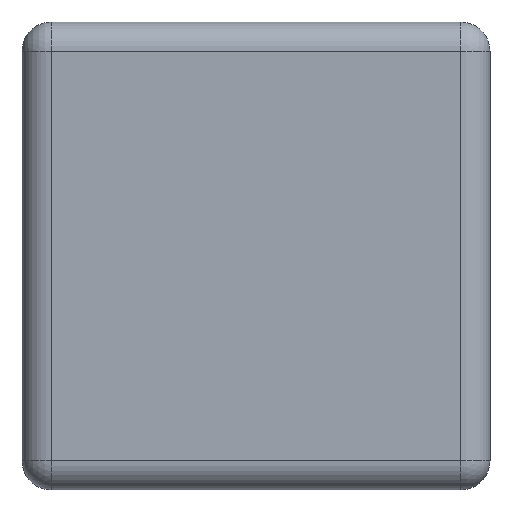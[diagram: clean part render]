
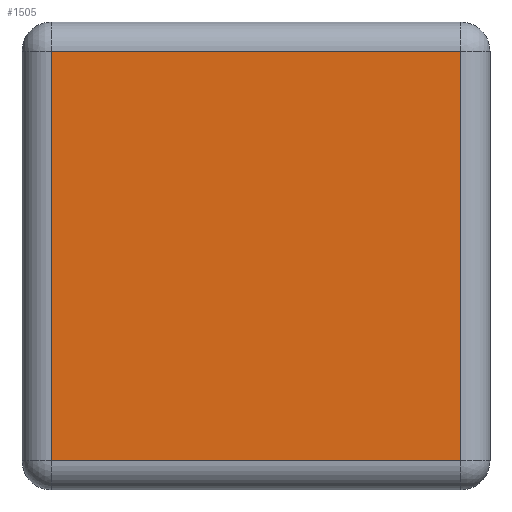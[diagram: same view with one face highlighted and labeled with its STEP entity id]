
A CAD part, left-side view. The second image highlights one B-rep face of the part: STEP entity #1505.
In plain terms, the highlighted planar face has unit normal (-1, 0, 0).
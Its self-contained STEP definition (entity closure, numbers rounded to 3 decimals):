
#369 = EDGE_CURVE ( 'NONE', #4757, #1025, #471, .T. ) ;
#471 = LINE ( 'NONE', #2729, #945 ) ;
#743 = ORIENTED_EDGE ( 'NONE', *, *, #2050, .T. ) ;
#945 = VECTOR ( 'NONE', #4650, 1000. ) ;
#1025 = VERTEX_POINT ( 'NONE', #1223 ) ;
#1170 = CARTESIAN_POINT ( 'NONE',  ( -0.8, -0.35, 0.8 ) ) ;
#1223 = CARTESIAN_POINT ( 'NONE',  ( -0.8, 0.35, 0.05 ) ) ;
#1312 = EDGE_CURVE ( 'NONE', #1025, #1888, #4263, .T. ) ;
#1407 = ORIENTED_EDGE ( 'NONE', *, *, #4081, .T. ) ;
#1505 = ADVANCED_FACE ( 'NONE', ( #2588 ), #4084, .F. ) ;
#1558 = CARTESIAN_POINT ( 'NONE',  ( -0.8, -0.35, 0.75 ) ) ;
#1587 = CARTESIAN_POINT ( 'NONE',  ( -0.8, -0.4, 0.8 ) ) ;
#1657 = CARTESIAN_POINT ( 'NONE',  ( -0.8, -0.4, 0.05 ) ) ;
#1743 = VERTEX_POINT ( 'NONE', #1558 ) ;
#1817 = DIRECTION ( 'NONE',  ( 0., 1., 0. ) ) ;
#1888 = VERTEX_POINT ( 'NONE', #4610 ) ;
#1901 = LINE ( 'NONE', #1170, #4556 ) ;
#2050 = EDGE_CURVE ( 'NONE', #1888, #1743, #1901, .T. ) ;
#2101 = CARTESIAN_POINT ( 'NONE',  ( -0.8, 0.35, 0.75 ) ) ;
#2144 = ORIENTED_EDGE ( 'NONE', *, *, #1312, .T. ) ;
#2485 = CARTESIAN_POINT ( 'NONE',  ( -0.8, 0.4, 0.75 ) ) ;
#2588 = FACE_OUTER_BOUND ( 'NONE', #4532, .T. ) ;
#2709 = DIRECTION ( 'NONE',  ( 0., -1., 0. ) ) ;
#2729 = CARTESIAN_POINT ( 'NONE',  ( -0.8, 0.35, 0.8 ) ) ;
#3057 = DIRECTION ( 'NONE',  ( 0., 0., -1. ) ) ;
#3272 = ORIENTED_EDGE ( 'NONE', *, *, #369, .T. ) ;
#3859 = AXIS2_PLACEMENT_3D ( 'NONE', #1587, #4545, #3057 ) ;
#4081 = EDGE_CURVE ( 'NONE', #1743, #4757, #4383, .T. ) ;
#4084 = PLANE ( 'NONE',  #3859 ) ;
#4263 = LINE ( 'NONE', #1657, #4491 ) ;
#4383 = LINE ( 'NONE', #2485, #4698 ) ;
#4491 = VECTOR ( 'NONE', #2709, 1000. ) ;
#4532 = EDGE_LOOP ( 'NONE', ( #2144, #743, #1407, #3272 ) ) ;
#4545 = DIRECTION ( 'NONE',  ( 1., 0., 0. ) ) ;
#4556 = VECTOR ( 'NONE', #4817, 1000. ) ;
#4610 = CARTESIAN_POINT ( 'NONE',  ( -0.8, -0.35, 0.05 ) ) ;
#4650 = DIRECTION ( 'NONE',  ( 0., 0., -1. ) ) ;
#4698 = VECTOR ( 'NONE', #1817, 1000. ) ;
#4757 = VERTEX_POINT ( 'NONE', #2101 ) ;
#4817 = DIRECTION ( 'NONE',  ( 0., 0., 1. ) ) ;
